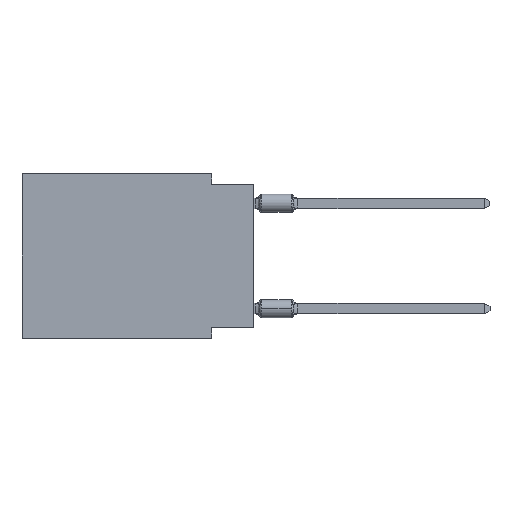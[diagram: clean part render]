
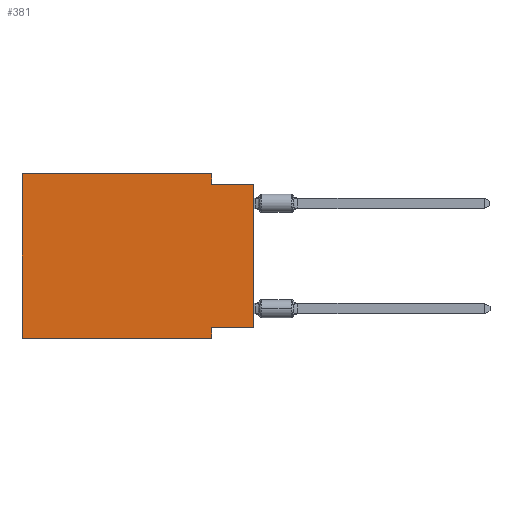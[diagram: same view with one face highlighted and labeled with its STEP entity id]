
A CAD part, left-side view. The second image highlights one B-rep face of the part: STEP entity #381.
In plain terms, the highlighted planar face has unit normal (-1, 0, 0).
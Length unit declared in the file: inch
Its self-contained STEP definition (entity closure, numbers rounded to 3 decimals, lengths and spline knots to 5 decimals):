
#171 = VECTOR ( 'NONE', #10827, 39.37008 ) ;
#177 = VECTOR ( 'NONE', #458, 39.37008 ) ;
#381 = ADVANCED_FACE ( 'NONE', ( #11202 ), #5848, .F. ) ;
#458 = DIRECTION ( 'NONE',  ( 0., -1., 0. ) ) ;
#697 = ORIENTED_EDGE ( 'NONE', *, *, #3846, .F. ) ;
#1245 = DIRECTION ( 'NONE',  ( 1., 0., 0. ) ) ;
#1478 = VECTOR ( 'NONE', #5146, 39.37008 ) ;
#1483 = VERTEX_POINT ( 'NONE', #8132 ) ;
#1674 = CARTESIAN_POINT ( 'NONE',  ( 0., 0., -0.365 ) ) ;
#1678 = CARTESIAN_POINT ( 'NONE',  ( 0., 0.55, 0. ) ) ;
#1779 = ORIENTED_EDGE ( 'NONE', *, *, #8506, .T. ) ;
#2116 = VECTOR ( 'NONE', #7166, 39.37008 ) ;
#2483 = CARTESIAN_POINT ( 'NONE',  ( 0., 0.55, 0. ) ) ;
#2756 = CARTESIAN_POINT ( 'NONE',  ( 0., 0.55, 0. ) ) ;
#2758 = LINE ( 'NONE', #3793, #8459 ) ;
#2769 = AXIS2_PLACEMENT_3D ( 'NONE', #2483, #1245, #11068 ) ;
#2799 = VERTEX_POINT ( 'NONE', #4025 ) ;
#3528 = CARTESIAN_POINT ( 'NONE',  ( 0., 0.1, -0.39 ) ) ;
#3771 = CARTESIAN_POINT ( 'NONE',  ( 0., 0.1, -0.365 ) ) ;
#3793 = CARTESIAN_POINT ( 'NONE',  ( 0., 0.55, -0.39 ) ) ;
#3846 = EDGE_CURVE ( 'NONE', #7534, #4926, #12682, .T. ) ;
#4025 = CARTESIAN_POINT ( 'NONE',  ( 0., 0.1, 0. ) ) ;
#4073 = CARTESIAN_POINT ( 'NONE',  ( 0., 0., 0. ) ) ;
#4100 = VECTOR ( 'NONE', #10918, 39.37008 ) ;
#4263 = ORIENTED_EDGE ( 'NONE', *, *, #12126, .T. ) ;
#4436 = CARTESIAN_POINT ( 'NONE',  ( 0., 0., -0.025 ) ) ;
#4517 = CARTESIAN_POINT ( 'NONE',  ( 0., 0., -0.025 ) ) ;
#4926 = VERTEX_POINT ( 'NONE', #6490 ) ;
#5146 = DIRECTION ( 'NONE',  ( 0., 1., 0. ) ) ;
#5207 = ORIENTED_EDGE ( 'NONE', *, *, #10441, .F. ) ;
#5848 = PLANE ( 'NONE',  #2769 ) ;
#5971 = ORIENTED_EDGE ( 'NONE', *, *, #10319, .F. ) ;
#6220 = VECTOR ( 'NONE', #13552, 39.37008 ) ;
#6490 = CARTESIAN_POINT ( 'NONE',  ( 0., 0.1, -0.39 ) ) ;
#6505 = LINE ( 'NONE', #4517, #4100 ) ;
#6795 = CARTESIAN_POINT ( 'NONE',  ( 0., 0.1, 0. ) ) ;
#6823 = VERTEX_POINT ( 'NONE', #1674 ) ;
#7049 = EDGE_CURVE ( 'NONE', #12983, #7396, #6505, .T. ) ;
#7086 = ORIENTED_EDGE ( 'NONE', *, *, #10949, .F. ) ;
#7166 = DIRECTION ( 'NONE',  ( 0., 0., -1. ) ) ;
#7334 = CARTESIAN_POINT ( 'NONE',  ( 0., 0., -0.365 ) ) ;
#7396 = VERTEX_POINT ( 'NONE', #4436 ) ;
#7534 = VERTEX_POINT ( 'NONE', #3771 ) ;
#7627 = ORIENTED_EDGE ( 'NONE', *, *, #12655, .F. ) ;
#8132 = CARTESIAN_POINT ( 'NONE',  ( 0., 0.55, -0.39 ) ) ;
#8311 = LINE ( 'NONE', #1678, #177 ) ;
#8337 = CARTESIAN_POINT ( 'NONE',  ( 0., 0.1, -0.025 ) ) ;
#8459 = VECTOR ( 'NONE', #12508, 39.37008 ) ;
#8506 = EDGE_CURVE ( 'NONE', #6823, #7396, #10747, .T. ) ;
#9011 = VECTOR ( 'NONE', #9304, 39.37008 ) ;
#9304 = DIRECTION ( 'NONE',  ( 0., 0., 1. ) ) ;
#9375 = LINE ( 'NONE', #2756, #9011 ) ;
#9723 = LINE ( 'NONE', #7334, #1478 ) ;
#10319 = EDGE_CURVE ( 'NONE', #2799, #12983, #11351, .T. ) ;
#10441 = EDGE_CURVE ( 'NONE', #11752, #2799, #8311, .T. ) ;
#10747 = LINE ( 'NONE', #4073, #171 ) ;
#10827 = DIRECTION ( 'NONE',  ( 0., 0., 1. ) ) ;
#10918 = DIRECTION ( 'NONE',  ( 0., -1., 0. ) ) ;
#10949 = EDGE_CURVE ( 'NONE', #1483, #11752, #9375, .T. ) ;
#11068 = DIRECTION ( 'NONE',  ( 0., 0., -1. ) ) ;
#11202 = FACE_OUTER_BOUND ( 'NONE', #14210, .T. ) ;
#11351 = LINE ( 'NONE', #6795, #6220 ) ;
#11752 = VERTEX_POINT ( 'NONE', #12746 ) ;
#12126 = EDGE_CURVE ( 'NONE', #1483, #4926, #2758, .T. ) ;
#12342 = ORIENTED_EDGE ( 'NONE', *, *, #7049, .F. ) ;
#12508 = DIRECTION ( 'NONE',  ( 0., -1., 0. ) ) ;
#12655 = EDGE_CURVE ( 'NONE', #6823, #7534, #9723, .T. ) ;
#12682 = LINE ( 'NONE', #3528, #2116 ) ;
#12746 = CARTESIAN_POINT ( 'NONE',  ( 0., 0.55, 0. ) ) ;
#12983 = VERTEX_POINT ( 'NONE', #8337 ) ;
#13552 = DIRECTION ( 'NONE',  ( 0., 0., -1. ) ) ;
#14210 = EDGE_LOOP ( 'NONE', ( #1779, #12342, #5971, #5207, #7086, #4263, #697, #7627 ) ) ;
